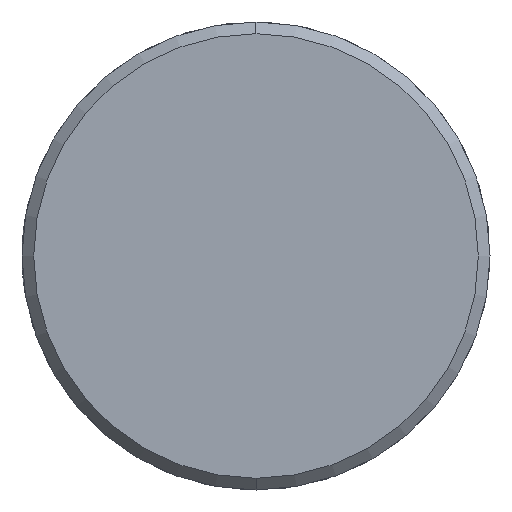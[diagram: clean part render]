
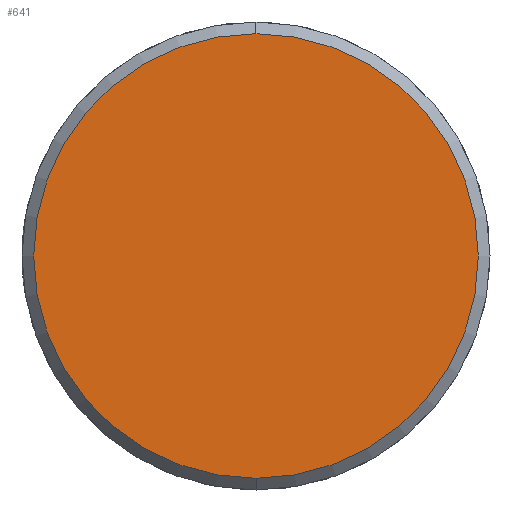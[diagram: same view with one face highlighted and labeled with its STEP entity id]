
A CAD part, left-side view. The second image highlights one B-rep face of the part: STEP entity #641.
In plain terms, the highlighted planar face has unit normal (-1, 0, 0).
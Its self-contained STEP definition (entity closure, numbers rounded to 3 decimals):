
#100 = ORIENTED_EDGE ( 'NONE', *, *, #487, .T. ) ;
#134 = AXIS2_PLACEMENT_3D ( 'NONE', #1467, #425, #2156 ) ;
#347 = CARTESIAN_POINT ( 'NONE',  ( 0., 0., -19. ) ) ;
#425 = DIRECTION ( 'NONE',  ( -1., 0., 0. ) ) ;
#487 = EDGE_CURVE ( 'NONE', #526, #836, #1172, .T. ) ;
#516 = CARTESIAN_POINT ( 'NONE',  ( 0., 0., 0. ) ) ;
#526 = VERTEX_POINT ( 'NONE', #2006 ) ;
#625 = DIRECTION ( 'NONE',  ( -1., 0., 0. ) ) ;
#641 = ADVANCED_FACE ( 'NONE', ( #1891 ), #1912, .T. ) ;
#836 = VERTEX_POINT ( 'NONE', #347 ) ;
#841 = CARTESIAN_POINT ( 'NONE',  ( 0., 0., 0. ) ) ;
#852 = AXIS2_PLACEMENT_3D ( 'NONE', #516, #1635, #1290 ) ;
#982 = ORIENTED_EDGE ( 'NONE', *, *, #2210, .T. ) ;
#1026 = DIRECTION ( 'NONE',  ( 0., 0., 1. ) ) ;
#1172 = CIRCLE ( 'NONE', #134, 19. ) ;
#1268 = AXIS2_PLACEMENT_3D ( 'NONE', #841, #625, #1026 ) ;
#1290 = DIRECTION ( 'NONE',  ( 0., 0., 1. ) ) ;
#1467 = CARTESIAN_POINT ( 'NONE',  ( 0., 0., 0. ) ) ;
#1635 = DIRECTION ( 'NONE',  ( -1., 0., 0. ) ) ;
#1891 = FACE_OUTER_BOUND ( 'NONE', #2173, .T. ) ;
#1912 = PLANE ( 'NONE',  #1268 ) ;
#2006 = CARTESIAN_POINT ( 'NONE',  ( 0., 0., 19. ) ) ;
#2067 = CIRCLE ( 'NONE', #852, 19. ) ;
#2156 = DIRECTION ( 'NONE',  ( 0., 0., 1. ) ) ;
#2173 = EDGE_LOOP ( 'NONE', ( #982, #100 ) ) ;
#2210 = EDGE_CURVE ( 'NONE', #836, #526, #2067, .T. ) ;
